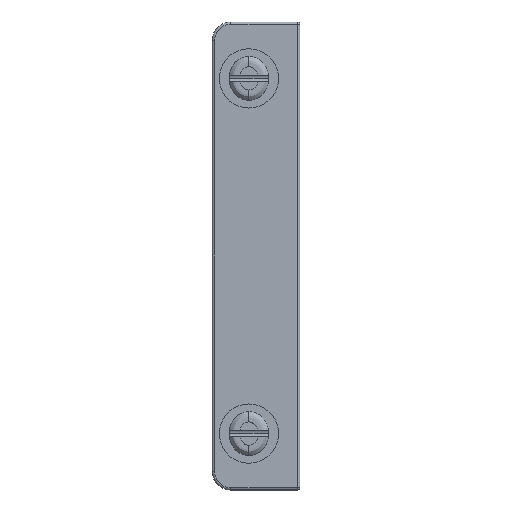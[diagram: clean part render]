
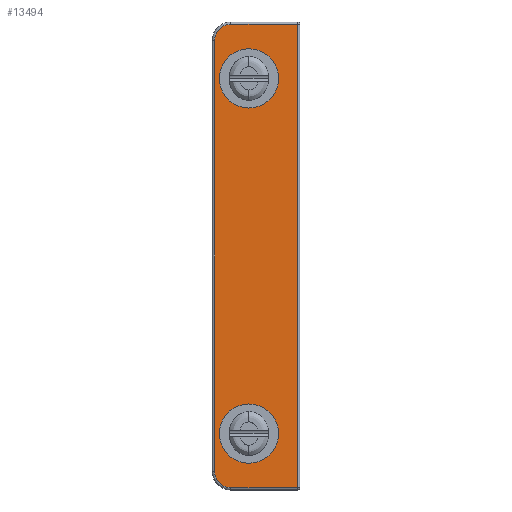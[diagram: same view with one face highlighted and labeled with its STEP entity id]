
A CAD part, left-side view. The second image highlights one B-rep face of the part: STEP entity #13494.
In plain terms, the highlighted planar face has unit normal (-1, 0, 0).
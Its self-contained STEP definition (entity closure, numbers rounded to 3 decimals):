
#97 = ORIENTED_EDGE ( 'NONE', *, *, #19809, .F. ) ;
#208 = CARTESIAN_POINT ( 'NONE',  ( 0., 5.114, -24.85 ) ) ;
#288 = EDGE_CURVE ( 'NONE', #17414, #11544, #12863, .T. ) ;
#474 = CARTESIAN_POINT ( 'NONE',  ( 0., 3.175, 19.05 ) ) ;
#970 = CARTESIAN_POINT ( 'NONE',  ( 0., -2.036, -24.85 ) ) ;
#1484 = ORIENTED_EDGE ( 'NONE', *, *, #288, .T. ) ;
#1494 = DIRECTION ( 'NONE',  ( -1., 0., 0. ) ) ;
#1499 = CARTESIAN_POINT ( 'NONE',  ( 0., 5.114, -23.1 ) ) ;
#1608 = DIRECTION ( 'NONE',  ( -1., 0., 0. ) ) ;
#1757 = VERTEX_POINT ( 'NONE', #10353 ) ;
#1936 = CARTESIAN_POINT ( 'NONE',  ( 0., 3.175, 22.225 ) ) ;
#2179 = DIRECTION ( 'NONE',  ( 0., 0., -1. ) ) ;
#2299 = LINE ( 'NONE', #11911, #5055 ) ;
#2343 = PLANE ( 'NONE',  #16007 ) ;
#2365 = CARTESIAN_POINT ( 'NONE',  ( 0., 5.114, 24.85 ) ) ;
#2527 = AXIS2_PLACEMENT_3D ( 'NONE', #474, #17958, #2179 ) ;
#2578 = CARTESIAN_POINT ( 'NONE',  ( 0., 5.114, 24.85 ) ) ;
#3138 = ORIENTED_EDGE ( 'NONE', *, *, #9354, .T. ) ;
#3490 = AXIS2_PLACEMENT_3D ( 'NONE', #1499, #17784, #4814 ) ;
#3799 = CIRCLE ( 'NONE', #20271, 3.175 ) ;
#4595 = AXIS2_PLACEMENT_3D ( 'NONE', #8025, #1608, #17203 ) ;
#4626 = CIRCLE ( 'NONE', #4595, 1.75 ) ;
#4814 = DIRECTION ( 'NONE',  ( 0., 0., -1. ) ) ;
#4860 = DIRECTION ( 'NONE',  ( 0., 0., 1. ) ) ;
#4891 = ORIENTED_EDGE ( 'NONE', *, *, #10034, .F. ) ;
#5055 = VECTOR ( 'NONE', #5671, 1000. ) ;
#5119 = ORIENTED_EDGE ( 'NONE', *, *, #17293, .T. ) ;
#5548 = DIRECTION ( 'NONE',  ( -1., 0., 0. ) ) ;
#5626 = FACE_OUTER_BOUND ( 'NONE', #16764, .T. ) ;
#5671 = DIRECTION ( 'NONE',  ( 0., 0., -1. ) ) ;
#5848 = ORIENTED_EDGE ( 'NONE', *, *, #6692, .T. ) ;
#6189 = ORIENTED_EDGE ( 'NONE', *, *, #18397, .F. ) ;
#6268 = VECTOR ( 'NONE', #11606, 1000. ) ;
#6692 = EDGE_CURVE ( 'NONE', #1757, #18937, #18775, .T. ) ;
#6722 = CIRCLE ( 'NONE', #2527, 3.175 ) ;
#7159 = DIRECTION ( 'NONE',  ( -1., 0., 0. ) ) ;
#7220 = DIRECTION ( 'NONE',  ( 1., 0., 0. ) ) ;
#7945 = EDGE_CURVE ( 'NONE', #20195, #17896, #4626, .T. ) ;
#8025 = CARTESIAN_POINT ( 'NONE',  ( 0., 5.114, 23.1 ) ) ;
#8794 = DIRECTION ( 'NONE',  ( 0., 1., 0. ) ) ;
#9232 = EDGE_CURVE ( 'NONE', #13975, #20092, #20691, .T. ) ;
#9354 = EDGE_CURVE ( 'NONE', #17896, #1757, #2299, .T. ) ;
#9834 = CARTESIAN_POINT ( 'NONE',  ( 0., 6.864, 23.1 ) ) ;
#10034 = EDGE_CURVE ( 'NONE', #12716, #14485, #3799, .T. ) ;
#10353 = CARTESIAN_POINT ( 'NONE',  ( 0., 6.864, -23.1 ) ) ;
#10416 = CARTESIAN_POINT ( 'NONE',  ( 0., 3.175, 15.875 ) ) ;
#10740 = DIRECTION ( 'NONE',  ( 0., 0., -1. ) ) ;
#11544 = VERTEX_POINT ( 'NONE', #14145 ) ;
#11606 = DIRECTION ( 'NONE',  ( 0., -1., 0. ) ) ;
#11911 = CARTESIAN_POINT ( 'NONE',  ( 0., 6.864, 25.1 ) ) ;
#12716 = VERTEX_POINT ( 'NONE', #17426 ) ;
#12863 = LINE ( 'NONE', #14532, #14441 ) ;
#13206 = AXIS2_PLACEMENT_3D ( 'NONE', #20243, #5548, #15485 ) ;
#13210 = AXIS2_PLACEMENT_3D ( 'NONE', #16142, #1494, #14477 ) ;
#13494 = ADVANCED_FACE ( 'NONE', ( #15924, #16441, #5626 ), #2343, .F. ) ;
#13597 = CARTESIAN_POINT ( 'NONE',  ( 0., 7.114, 25.1 ) ) ;
#13640 = VECTOR ( 'NONE', #8794, 1000. ) ;
#13645 = EDGE_LOOP ( 'NONE', ( #19634, #97 ) ) ;
#13975 = VERTEX_POINT ( 'NONE', #1936 ) ;
#14066 = EDGE_CURVE ( 'NONE', #11544, #20195, #17930, .T. ) ;
#14145 = CARTESIAN_POINT ( 'NONE',  ( 0., -2.036, 24.85 ) ) ;
#14441 = VECTOR ( 'NONE', #4860, 1000. ) ;
#14477 = DIRECTION ( 'NONE',  ( 0., 0., -1. ) ) ;
#14485 = VERTEX_POINT ( 'NONE', #18899 ) ;
#14532 = CARTESIAN_POINT ( 'NONE',  ( 0., -2.036, 25.1 ) ) ;
#14750 = CARTESIAN_POINT ( 'NONE',  ( 0., 7.114, -24.85 ) ) ;
#15485 = DIRECTION ( 'NONE',  ( 0., 0., -1. ) ) ;
#15583 = CIRCLE ( 'NONE', #13206, 3.175 ) ;
#15924 = FACE_BOUND ( 'NONE', #13645, .T. ) ;
#16007 = AXIS2_PLACEMENT_3D ( 'NONE', #13597, #7220, #10740 ) ;
#16142 = CARTESIAN_POINT ( 'NONE',  ( 0., 3.175, 19.05 ) ) ;
#16441 = FACE_BOUND ( 'NONE', #18455, .T. ) ;
#16595 = DIRECTION ( 'NONE',  ( 0., 0., -1. ) ) ;
#16764 = EDGE_LOOP ( 'NONE', ( #5848, #5119, #1484, #20878, #20016, #3138 ) ) ;
#16808 = CARTESIAN_POINT ( 'NONE',  ( 0., 3.175, -19.05 ) ) ;
#17203 = DIRECTION ( 'NONE',  ( 0., 0., -1. ) ) ;
#17293 = EDGE_CURVE ( 'NONE', #18937, #17414, #20869, .T. ) ;
#17414 = VERTEX_POINT ( 'NONE', #970 ) ;
#17426 = CARTESIAN_POINT ( 'NONE',  ( 0., 3.175, -15.875 ) ) ;
#17784 = DIRECTION ( 'NONE',  ( -1., 0., 0. ) ) ;
#17896 = VERTEX_POINT ( 'NONE', #9834 ) ;
#17930 = LINE ( 'NONE', #2365, #13640 ) ;
#17958 = DIRECTION ( 'NONE',  ( -1., 0., 0. ) ) ;
#18397 = EDGE_CURVE ( 'NONE', #14485, #12716, #15583, .T. ) ;
#18455 = EDGE_LOOP ( 'NONE', ( #4891, #6189 ) ) ;
#18775 = CIRCLE ( 'NONE', #3490, 1.75 ) ;
#18899 = CARTESIAN_POINT ( 'NONE',  ( 0., 3.175, -22.225 ) ) ;
#18937 = VERTEX_POINT ( 'NONE', #208 ) ;
#19634 = ORIENTED_EDGE ( 'NONE', *, *, #9232, .F. ) ;
#19809 = EDGE_CURVE ( 'NONE', #20092, #13975, #6722, .T. ) ;
#20016 = ORIENTED_EDGE ( 'NONE', *, *, #7945, .T. ) ;
#20092 = VERTEX_POINT ( 'NONE', #10416 ) ;
#20195 = VERTEX_POINT ( 'NONE', #2578 ) ;
#20243 = CARTESIAN_POINT ( 'NONE',  ( 0., 3.175, -19.05 ) ) ;
#20271 = AXIS2_PLACEMENT_3D ( 'NONE', #16808, #7159, #16595 ) ;
#20691 = CIRCLE ( 'NONE', #13210, 3.175 ) ;
#20869 = LINE ( 'NONE', #14750, #6268 ) ;
#20878 = ORIENTED_EDGE ( 'NONE', *, *, #14066, .T. ) ;
